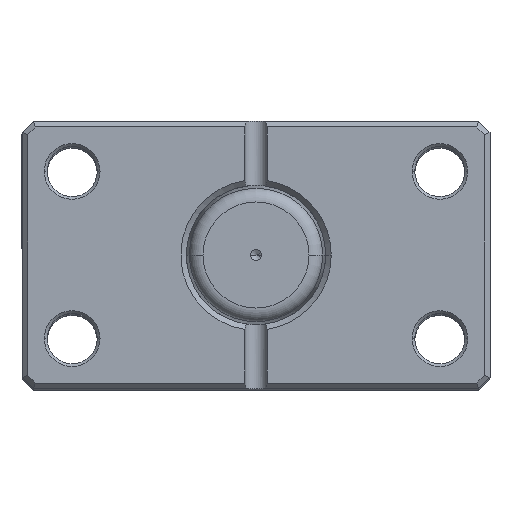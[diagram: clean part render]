
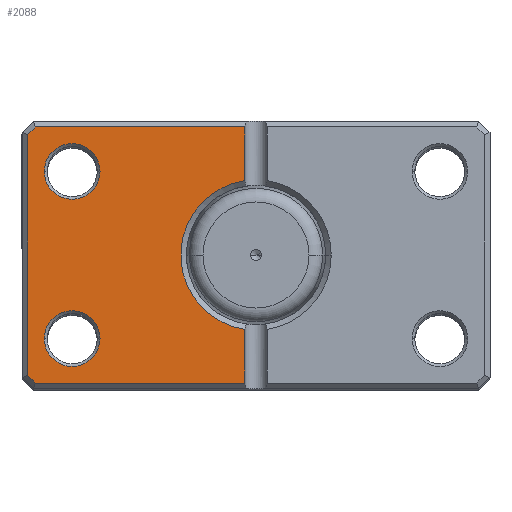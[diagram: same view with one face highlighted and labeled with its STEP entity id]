
A CAD part, top view. The second image highlights one B-rep face of the part: STEP entity #2088.
In plain terms, the highlighted face is planar.
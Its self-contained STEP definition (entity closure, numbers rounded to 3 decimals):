
#15 = ORIENTED_EDGE ( 'NONE', *, *, #4732, .T. ) ;
#58 = LINE ( 'NONE', #5008, #2434 ) ;
#85 = DIRECTION ( 'NONE',  ( 1., 0., 0. ) ) ;
#93 = CARTESIAN_POINT ( 'NONE',  ( 28., -15., 0. ) ) ;
#169 = VERTEX_POINT ( 'NONE', #2813 ) ;
#180 = CIRCLE ( 'NONE', #1256, 5. ) ;
#194 = CARTESIAN_POINT ( 'NONE',  ( 2., 13.351, 0. ) ) ;
#305 = CARTESIAN_POINT ( 'NONE',  ( 2., 24., 0. ) ) ;
#323 = CARTESIAN_POINT ( 'NONE',  ( 33., 15., 0. ) ) ;
#344 = CARTESIAN_POINT ( 'NONE',  ( 39.586, 23., 0. ) ) ;
#350 = ORIENTED_EDGE ( 'NONE', *, *, #4949, .T. ) ;
#455 = PLANE ( 'NONE',  #3302 ) ;
#488 = VERTEX_POINT ( 'NONE', #4183 ) ;
#508 = CARTESIAN_POINT ( 'NONE',  ( 0., 0., 0. ) ) ;
#603 = DIRECTION ( 'NONE',  ( 0., 0., 1. ) ) ;
#727 = VECTOR ( 'NONE', #3196, 1000. ) ;
#739 = DIRECTION ( 'NONE',  ( 1., 0., 0. ) ) ;
#752 = DIRECTION ( 'NONE',  ( 1., 0., 0. ) ) ;
#886 = ORIENTED_EDGE ( 'NONE', *, *, #6167, .T. ) ;
#1017 = ORIENTED_EDGE ( 'NONE', *, *, #6174, .T. ) ;
#1042 = DIRECTION ( 'NONE',  ( 0., 0., 1. ) ) ;
#1065 = CARTESIAN_POINT ( 'NONE',  ( 31.293, 31.293, 0. ) ) ;
#1082 = DIRECTION ( 'NONE',  ( -0.707, -0.707, 0. ) ) ;
#1175 = CARTESIAN_POINT ( 'NONE',  ( 33., -15., 0. ) ) ;
#1188 = DIRECTION ( 'NONE',  ( 0., 0., 1. ) ) ;
#1231 = CARTESIAN_POINT ( 'NONE',  ( 38., 15., 0. ) ) ;
#1236 = VERTEX_POINT ( 'NONE', #5301 ) ;
#1249 = AXIS2_PLACEMENT_3D ( 'NONE', #4004, #1042, #4497 ) ;
#1256 = AXIS2_PLACEMENT_3D ( 'NONE', #1175, #4632, #1701 ) ;
#1312 = ORIENTED_EDGE ( 'NONE', *, *, #6157, .T. ) ;
#1336 = ORIENTED_EDGE ( 'NONE', *, *, #6241, .T. ) ;
#1562 = VERTEX_POINT ( 'NONE', #4144 ) ;
#1587 = DIRECTION ( 'NONE',  ( 0.707, -0.707, 0. ) ) ;
#1701 = DIRECTION ( 'NONE',  ( 1., 0., 0. ) ) ;
#1839 = CARTESIAN_POINT ( 'NONE',  ( 31.293, -31.293, 0. ) ) ;
#1845 = ORIENTED_EDGE ( 'NONE', *, *, #2116, .T. ) ;
#1946 = EDGE_LOOP ( 'NONE', ( #4170, #1312, #2381, #886, #1017, #1336, #1845, #2744 ) ) ;
#1950 = AXIS2_PLACEMENT_3D ( 'NONE', #4129, #1188, #85 ) ;
#1964 = DIRECTION ( 'NONE',  ( 0., 0., 1. ) ) ;
#2014 = AXIS2_PLACEMENT_3D ( 'NONE', #3521, #603, #4001 ) ;
#2088 = ADVANCED_FACE ( 'NONE', ( #4920, #5076, #2490 ), #455, .F. ) ;
#2116 = EDGE_CURVE ( 'NONE', #1236, #3848, #2181, .T. ) ;
#2181 = LINE ( 'NONE', #1839, #3466 ) ;
#2193 = AXIS2_PLACEMENT_3D ( 'NONE', #323, #3683, #752 ) ;
#2381 = ORIENTED_EDGE ( 'NONE', *, *, #6165, .T. ) ;
#2434 = VECTOR ( 'NONE', #5501, 1000. ) ;
#2490 = FACE_OUTER_BOUND ( 'NONE', #1946, .T. ) ;
#2579 = VERTEX_POINT ( 'NONE', #1231 ) ;
#2580 = LINE ( 'NONE', #305, #5018 ) ;
#2610 = CIRCLE ( 'NONE', #1950, 5. ) ;
#2693 = CARTESIAN_POINT ( 'NONE',  ( 39.586, -23., 0. ) ) ;
#2744 = ORIENTED_EDGE ( 'NONE', *, *, #2919, .T. ) ;
#2813 = CARTESIAN_POINT ( 'NONE',  ( 41., 21.586, 0. ) ) ;
#2919 = EDGE_CURVE ( 'NONE', #3848, #5453, #3502, .T. ) ;
#2945 = LINE ( 'NONE', #4649, #3088 ) ;
#3088 = VECTOR ( 'NONE', #5147, 1000. ) ;
#3151 = VERTEX_POINT ( 'NONE', #5017 ) ;
#3196 = DIRECTION ( 'NONE',  ( 0., 1., 0. ) ) ;
#3302 = AXIS2_PLACEMENT_3D ( 'NONE', #508, #1964, #739 ) ;
#3327 = LINE ( 'NONE', #6147, #727 ) ;
#3435 = CARTESIAN_POINT ( 'NONE',  ( 0., -23., 0. ) ) ;
#3466 = VECTOR ( 'NONE', #1082, 1000. ) ;
#3502 = LINE ( 'NONE', #3435, #4813 ) ;
#3513 = CIRCLE ( 'NONE', #2014, 5. ) ;
#3521 = CARTESIAN_POINT ( 'NONE',  ( 33., 15., 0. ) ) ;
#3600 = EDGE_LOOP ( 'NONE', ( #5402, #3660 ) ) ;
#3660 = ORIENTED_EDGE ( 'NONE', *, *, #6148, .T. ) ;
#3683 = DIRECTION ( 'NONE',  ( 0., 0., 1. ) ) ;
#3705 = LINE ( 'NONE', #1065, #6181 ) ;
#3848 = VERTEX_POINT ( 'NONE', #2693 ) ;
#3857 = CIRCLE ( 'NONE', #1249, 13.5 ) ;
#4001 = DIRECTION ( 'NONE',  ( 1., 0., 0. ) ) ;
#4004 = CARTESIAN_POINT ( 'NONE',  ( 0., 0., 0. ) ) ;
#4041 = VERTEX_POINT ( 'NONE', #344 ) ;
#4129 = CARTESIAN_POINT ( 'NONE',  ( 33., -15., 0. ) ) ;
#4144 = CARTESIAN_POINT ( 'NONE',  ( 38., -15., 0. ) ) ;
#4150 = CARTESIAN_POINT ( 'NONE',  ( 2., -23., 0. ) ) ;
#4170 = ORIENTED_EDGE ( 'NONE', *, *, #4735, .T. ) ;
#4183 = CARTESIAN_POINT ( 'NONE',  ( 2., -13.351, 0. ) ) ;
#4497 = DIRECTION ( 'NONE',  ( 1., 0., 0. ) ) ;
#4600 = EDGE_LOOP ( 'NONE', ( #350, #15 ) ) ;
#4632 = DIRECTION ( 'NONE',  ( 0., 0., 1. ) ) ;
#4636 = CIRCLE ( 'NONE', #2193, 5. ) ;
#4649 = CARTESIAN_POINT ( 'NONE',  ( 41., 0., 0. ) ) ;
#4653 = DIRECTION ( 'NONE',  ( -1., 0., 0. ) ) ;
#4732 = EDGE_CURVE ( 'NONE', #2579, #4963, #4636, .T. ) ;
#4735 = EDGE_CURVE ( 'NONE', #5453, #488, #3327, .T. ) ;
#4813 = VECTOR ( 'NONE', #4653, 1000. ) ;
#4920 = FACE_BOUND ( 'NONE', #3600, .T. ) ;
#4949 = EDGE_CURVE ( 'NONE', #4963, #2579, #3513, .T. ) ;
#4963 = VERTEX_POINT ( 'NONE', #5497 ) ;
#5008 = CARTESIAN_POINT ( 'NONE',  ( 0., 23., 0. ) ) ;
#5017 = CARTESIAN_POINT ( 'NONE',  ( 2., 23., 0. ) ) ;
#5018 = VECTOR ( 'NONE', #5138, 1000. ) ;
#5032 = EDGE_CURVE ( 'NONE', #5481, #1562, #2610, .T. ) ;
#5076 = FACE_BOUND ( 'NONE', #4600, .T. ) ;
#5138 = DIRECTION ( 'NONE',  ( 0., 1., 0. ) ) ;
#5147 = DIRECTION ( 'NONE',  ( 0., -1., 0. ) ) ;
#5301 = CARTESIAN_POINT ( 'NONE',  ( 41., -21.586, 0. ) ) ;
#5402 = ORIENTED_EDGE ( 'NONE', *, *, #5032, .T. ) ;
#5453 = VERTEX_POINT ( 'NONE', #4150 ) ;
#5481 = VERTEX_POINT ( 'NONE', #93 ) ;
#5497 = CARTESIAN_POINT ( 'NONE',  ( 28., 15., 0. ) ) ;
#5501 = DIRECTION ( 'NONE',  ( 1., 0., 0. ) ) ;
#5575 = VERTEX_POINT ( 'NONE', #194 ) ;
#6147 = CARTESIAN_POINT ( 'NONE',  ( 2., 24., 0. ) ) ;
#6148 = EDGE_CURVE ( 'NONE', #1562, #5481, #180, .T. ) ;
#6157 = EDGE_CURVE ( 'NONE', #488, #5575, #3857, .T. ) ;
#6165 = EDGE_CURVE ( 'NONE', #5575, #3151, #2580, .T. ) ;
#6167 = EDGE_CURVE ( 'NONE', #3151, #4041, #58, .T. ) ;
#6174 = EDGE_CURVE ( 'NONE', #4041, #169, #3705, .T. ) ;
#6181 = VECTOR ( 'NONE', #1587, 1000. ) ;
#6241 = EDGE_CURVE ( 'NONE', #169, #1236, #2945, .T. ) ;
